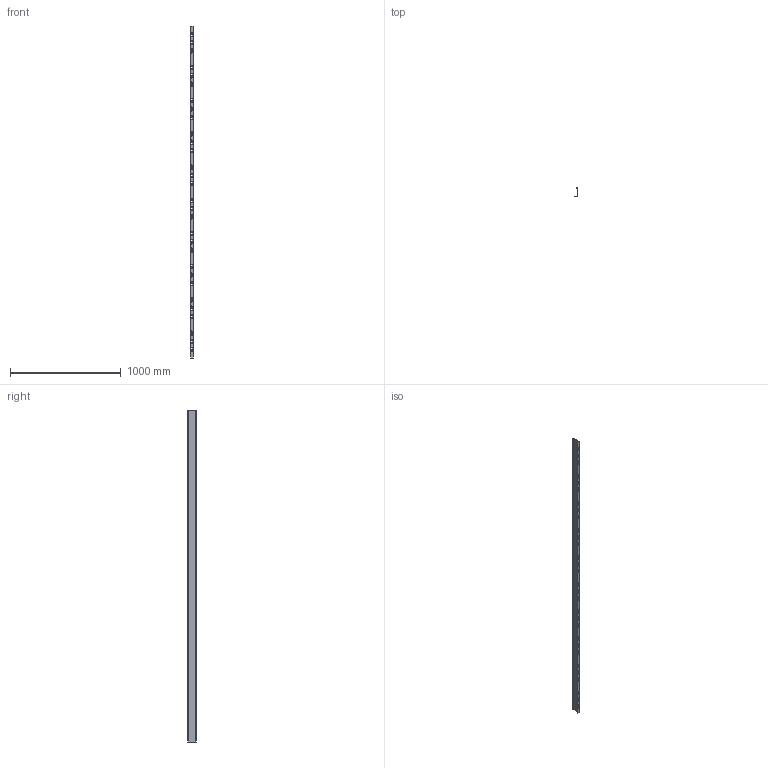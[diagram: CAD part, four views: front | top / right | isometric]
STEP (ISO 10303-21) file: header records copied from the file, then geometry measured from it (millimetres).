
FILE_DESCRIPTION (( 'STEP AP214' ), '1' );
FILE_NAME ('6062114.stp', '2022-08-04T14:49:53', ( '' ), ( '' ), 'SwSTEP 2.0', 'SolidWorks 2020', '' );
FILE_SCHEMA (( 'AUTOMOTIVE_DESIGN' ));
Length unit declared in the file: millimetre
Products named in the file (1): 6062114
Bounding box: 26 x 81 x 2995 mm (x, y, z)
Volume: 268655.6 mm3; surface area: 723070.7 mm2
Topology: 1 solids, 1 shells, 158 faces, 436 edges, 280 vertices
Faces by surface type: plane 90, cylinder 68
Entity records: 5174 total; most frequent: DIRECTION 890, CARTESIAN_POINT 875, ORIENTED_EDGE 872, EDGE_CURVE 436, LINE 300, VECTOR 300, AXIS2_PLACEMENT_3D 295, VERTEX_POINT 280
